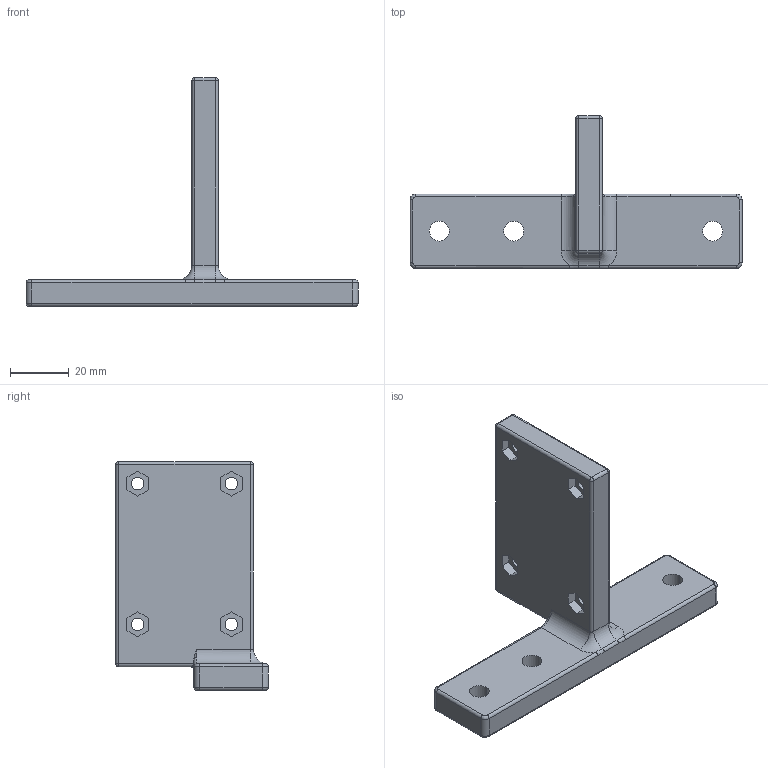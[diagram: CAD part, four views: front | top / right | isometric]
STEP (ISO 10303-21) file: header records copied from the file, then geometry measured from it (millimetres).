
FILE_DESCRIPTION(('FreeCAD Model'),'2;1');
FILE_NAME('Open CASCADE Shape Model','2023-07-27T16:05:49',(''),(''), 'Open CASCADE STEP processor 7.6','FreeCAD','Unknown');
FILE_SCHEMA(('AUTOMOTIVE_DESIGN { 1 0 10303 214 1 1 1 1 }'));
Length unit declared in the file: millimetre
Products named in the file (1): MountPlateBackFillet
Bounding box: 113.3 x 52.08 x 78 mm (x, y, z)
Volume: 53454.7 mm3; surface area: 16841.1 mm2
Topology: 1 solids, 1 shells, 111 faces, 271 edges, 158 vertices
Faces by surface type: plane 46, cylinder 40, torus 12, bspline 7, sphere 6
Full cylindrical faces by diameter (mm): 4.3 x4, 6.756 x1
Entity records: 7257 total; most frequent: CARTESIAN_POINT 2038, DIRECTION 939, LINE 539, VECTOR 539, ORIENTED_EDGE 526, PCURVE 526, DEFINITIONAL_REPRESENTATION 526, EDGE_CURVE 263
